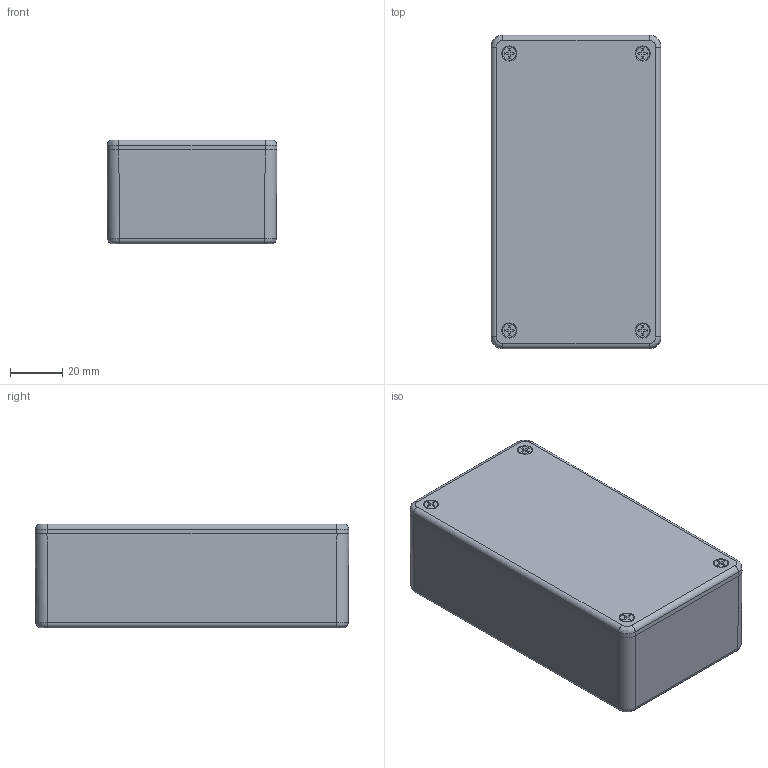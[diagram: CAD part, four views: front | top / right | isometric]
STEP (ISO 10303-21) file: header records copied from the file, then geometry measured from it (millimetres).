
FILE_DESCRIPTION(/* description */ (''),/* implementation_level */ '2;1');
FILE_NAME(/* name */ '1591CS.iam.stp',/* time_stamp */ '2015-06-03T10:00:35-04:00',/* author */ ('gdineen'),/* organization */ (''),/* preprocessor_version */ 'ST-DEVELOPER v15.6',/* originating_system */ 'Autodesk Inventor 2015',/* authorisation */ '');
FILE_SCHEMA (('AUTOMOTIVE_DESIGN { 1 0 10303 214 3 1 1 }'));
Products named in the file (4): 1591CS Box; 1591C Lid; #23292; 1591CS
Assembly tree (2 placements, depth 2):
  #23292
  1591CS
    1591CS Box
    1591C Lid
Bounding box: 65 x 120 x 39.8 mm (x, y, z)
Volume: 70367.2 mm3; surface area: 67334 mm2
Topology: 6 solids, 6 shells, 783 faces, 2176 edges, 1432 vertices
Faces by surface type: plane 487, cylinder 160, bspline 84, cone 52
Full cylindrical faces by diameter (mm): 2.946 x4, 3 x4, 5.232 x4, 5.8 x4
Entity records: 23282 total; most frequent: CARTESIAN_POINT 5498, ORIENTED_EDGE 3850, DIRECTION 3394, EDGE_CURVE 1925, LINE 1384, VECTOR 1384, VERTEX_POINT 1285, AXIS2_PLACEMENT_3D 1005
